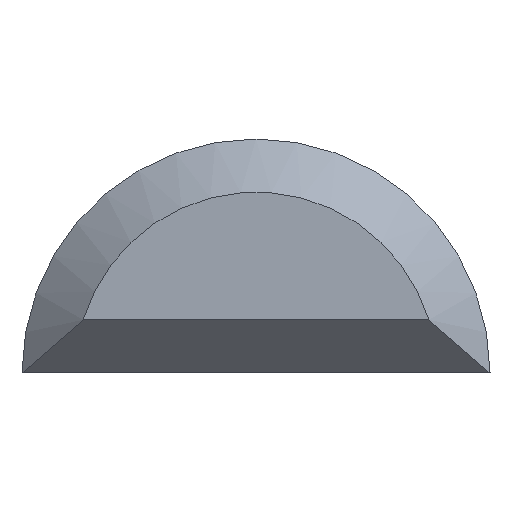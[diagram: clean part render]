
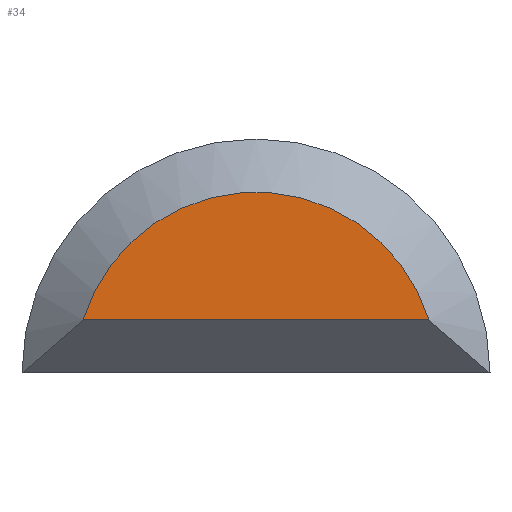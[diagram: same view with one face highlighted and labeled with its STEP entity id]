
A CAD part, left-side view. The second image highlights one B-rep face of the part: STEP entity #34.
In plain terms, the highlighted planar face has unit normal (-1, 0, 0).
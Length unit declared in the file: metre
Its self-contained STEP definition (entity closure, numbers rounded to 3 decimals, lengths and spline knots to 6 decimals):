
#34 = ADVANCED_FACE( '', ( #68 ), #69, .F. );
#68 = FACE_OUTER_BOUND( '', #99, .T. );
#69 = PLANE( '', #100 );
#99 = EDGE_LOOP( '', ( #129, #130 ) );
#100 = AXIS2_PLACEMENT_3D( '', #131, #132, #133 );
#129 = ORIENTED_EDGE( '', *, *, #186, .T. );
#130 = ORIENTED_EDGE( '', *, *, #187, .T. );
#131 = CARTESIAN_POINT( '', ( -0.0675, -0.0022, 0. ) );
#132 = DIRECTION( '', ( 1., 0., 0. ) );
#133 = DIRECTION( '', ( 0., 0., -1. ) );
#186 = EDGE_CURVE( '', #212, #213, #214, .F. );
#187 = EDGE_CURVE( '', #213, #212, #215, .T. );
#212 = VERTEX_POINT( '', #244 );
#213 = VERTEX_POINT( '', #245 );
#214 = CIRCLE( '', #246, 0.0034 );
#215 = LINE( '', #247, #248 );
#244 = CARTESIAN_POINT( '', ( -0.0675, -0.00325, 0.001 ) );
#245 = CARTESIAN_POINT( '', ( -0.0675, 0.00325, 0.001 ) );
#246 = AXIS2_PLACEMENT_3D( '', #288, #289, #290 );
#247 = CARTESIAN_POINT( '', ( -0.0675, -0.0044, 0.001 ) );
#248 = VECTOR( '', #291, 1. );
#288 = CARTESIAN_POINT( '', ( -0.0675, 0., 0. ) );
#289 = DIRECTION( '', ( 1., 0., 0. ) );
#290 = DIRECTION( '', ( 0., 0., -1. ) );
#291 = DIRECTION( '', ( 0., -1., 0. ) );
